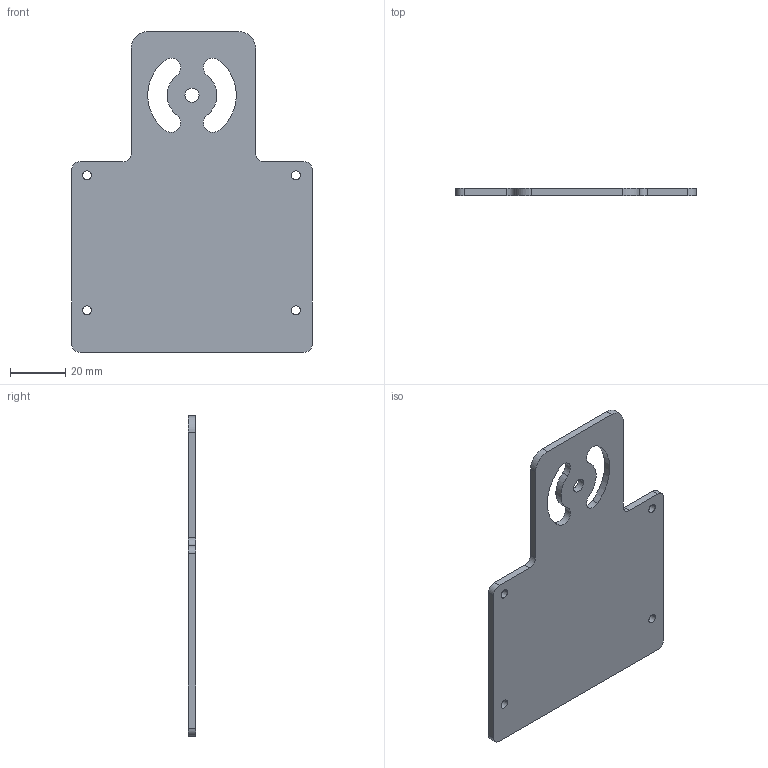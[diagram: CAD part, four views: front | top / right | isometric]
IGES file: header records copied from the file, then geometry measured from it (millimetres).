
Start section:  PTC IGES file: 141793.igs
Global section: file name: 141793.igs; native system: Pro/ENGINEER by Parametric Technology Corporation; preprocessor: 2006170; author: banengservice; organization: Unknown; date: 20080811.092630; units: inch
Bounding box: 87 x 2.6 x 116 mm (x, y, z)
Volume: 19857.9 mm3; surface area: 16919.1 mm2
Topology: 1 solids, 1 shells, 329 faces, 939 edges, 626 vertices
Faces by surface type: bspline 303, revolution 26
